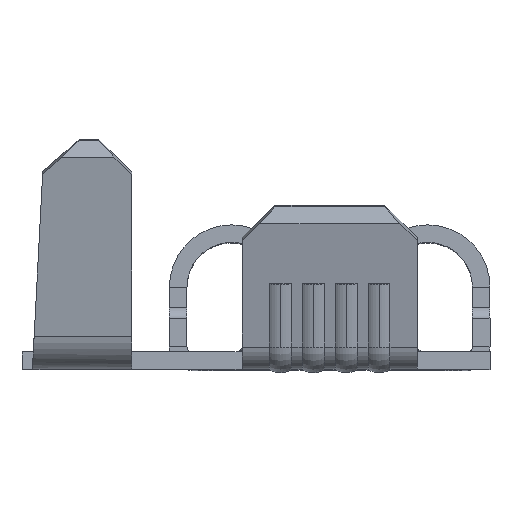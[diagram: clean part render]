
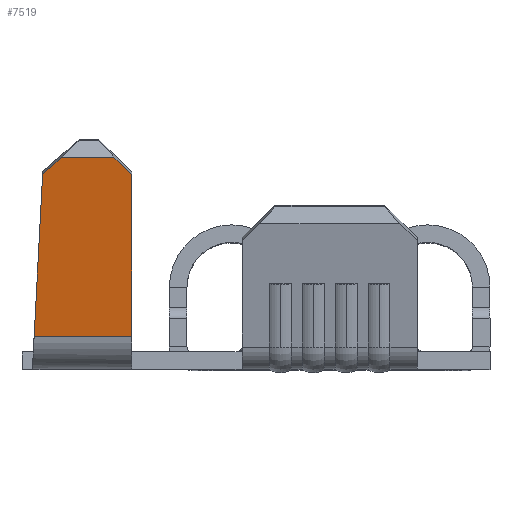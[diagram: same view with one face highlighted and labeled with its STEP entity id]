
A CAD part, top view. The second image highlights one B-rep face of the part: STEP entity #7519.
In plain terms, the highlighted planar face has unit normal (0, -0.163, 0.987).
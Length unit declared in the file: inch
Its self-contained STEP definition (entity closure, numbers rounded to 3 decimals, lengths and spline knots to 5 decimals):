
#135 = LINE ( 'NONE', #4078, #11047 ) ;
#500 = VECTOR ( 'NONE', #9438, 39.37008 ) ;
#539 = CARTESIAN_POINT ( 'NONE',  ( -0.21075, 0.14115, 0.66425 ) ) ;
#542 = EDGE_CURVE ( 'NONE', #855, #3602, #3268, .T. ) ;
#677 = DIRECTION ( 'NONE',  ( -0.707, 0.698, 0.115 ) ) ;
#823 = EDGE_CURVE ( 'NONE', #3979, #10429, #11274, .T. ) ;
#855 = VERTEX_POINT ( 'NONE', #5863 ) ;
#1409 = ORIENTED_EDGE ( 'NONE', *, *, #7276, .T. ) ;
#1792 = ORIENTED_EDGE ( 'NONE', *, *, #542, .T. ) ;
#2071 = VECTOR ( 'NONE', #3390, 39.37008 ) ;
#2224 = AXIS2_PLACEMENT_3D ( 'NONE', #4975, #6085, #13078 ) ;
#3094 = VECTOR ( 'NONE', #677, 39.37008 ) ;
#3268 = LINE ( 'NONE', #9491, #500 ) ;
#3390 = DIRECTION ( 'NONE',  ( -0.743, -0.661, -0.109 ) ) ;
#3602 = VERTEX_POINT ( 'NONE', #8677 ) ;
#3871 = ORIENTED_EDGE ( 'NONE', *, *, #4271, .F. ) ;
#3979 = VERTEX_POINT ( 'NONE', #5109 ) ;
#4078 = CARTESIAN_POINT ( 'NONE',  ( -0.26115, 0.12698, 0.66192 ) ) ;
#4271 = EDGE_CURVE ( 'NONE', #12800, #10429, #11296, .T. ) ;
#4768 = LINE ( 'NONE', #4803, #9676 ) ;
#4791 = LINE ( 'NONE', #9583, #2071 ) ;
#4803 = CARTESIAN_POINT ( 'NONE',  ( -0.18075, 0.12747, 0.662 ) ) ;
#4975 = CARTESIAN_POINT ( 'NONE',  ( -0.27075, 0.12747, 0.662 ) ) ;
#5109 = CARTESIAN_POINT ( 'NONE',  ( -0.18075, 0.11155, 0.65937 ) ) ;
#5110 = ORIENTED_EDGE ( 'NONE', *, *, #9910, .T. ) ;
#5183 = CARTESIAN_POINT ( 'NONE',  ( -0.19689, 0.12747, 0.662 ) ) ;
#5863 = CARTESIAN_POINT ( 'NONE',  ( -0.26969, -0.03611, 0.63502 ) ) ;
#5910 = DIRECTION ( 'NONE',  ( 0., 0.987, 0.163 ) ) ;
#5943 = CARTESIAN_POINT ( 'NONE',  ( -0.26195, 0.11159, 0.65938 ) ) ;
#5962 = CARTESIAN_POINT ( 'NONE',  ( -0.27075, 0.12747, 0.662 ) ) ;
#6085 = DIRECTION ( 'NONE',  ( 0., 0.163, -0.987 ) ) ;
#7276 = EDGE_CURVE ( 'NONE', #12800, #10360, #4791, .T. ) ;
#7288 = CARTESIAN_POINT ( 'NONE',  ( -0.24409, 0.12747, 0.662 ) ) ;
#7464 = FACE_OUTER_BOUND ( 'NONE', #12116, .T. ) ;
#7519 = ADVANCED_FACE ( 'NONE', ( #7464 ), #11121, .F. ) ;
#8677 = CARTESIAN_POINT ( 'NONE',  ( -0.18075, -0.03611, 0.63502 ) ) ;
#9438 = DIRECTION ( 'NONE',  ( 1., 0., 0. ) ) ;
#9491 = CARTESIAN_POINT ( 'NONE',  ( -0.27075, -0.03611, 0.63502 ) ) ;
#9583 = CARTESIAN_POINT ( 'NONE',  ( -0.22865, 0.14121, 0.66427 ) ) ;
#9676 = VECTOR ( 'NONE', #5910, 39.37008 ) ;
#9910 = EDGE_CURVE ( 'NONE', #3602, #3979, #4768, .T. ) ;
#10242 = ORIENTED_EDGE ( 'NONE', *, *, #823, .T. ) ;
#10360 = VERTEX_POINT ( 'NONE', #5943 ) ;
#10429 = VERTEX_POINT ( 'NONE', #5183 ) ;
#10810 = EDGE_CURVE ( 'NONE', #10360, #855, #135, .T. ) ;
#10958 = VECTOR ( 'NONE', #12967, 39.37008 ) ;
#11047 = VECTOR ( 'NONE', #11263, 39.37008 ) ;
#11121 = PLANE ( 'NONE',  #2224 ) ;
#11263 = DIRECTION ( 'NONE',  ( -0.052, -0.985, -0.163 ) ) ;
#11274 = LINE ( 'NONE', #539, #3094 ) ;
#11296 = LINE ( 'NONE', #5962, #10958 ) ;
#12116 = EDGE_LOOP ( 'NONE', ( #5110, #10242, #3871, #1409, #12710, #1792 ) ) ;
#12710 = ORIENTED_EDGE ( 'NONE', *, *, #10810, .T. ) ;
#12800 = VERTEX_POINT ( 'NONE', #7288 ) ;
#12967 = DIRECTION ( 'NONE',  ( 1., 0., 0. ) ) ;
#13078 = DIRECTION ( 'NONE',  ( 0., 0.987, 0.163 ) ) ;
